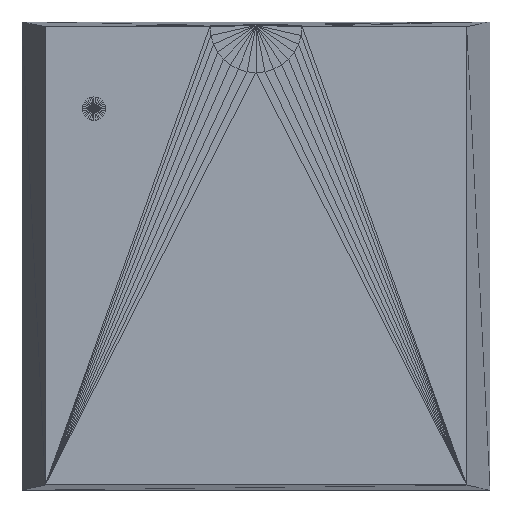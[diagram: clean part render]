
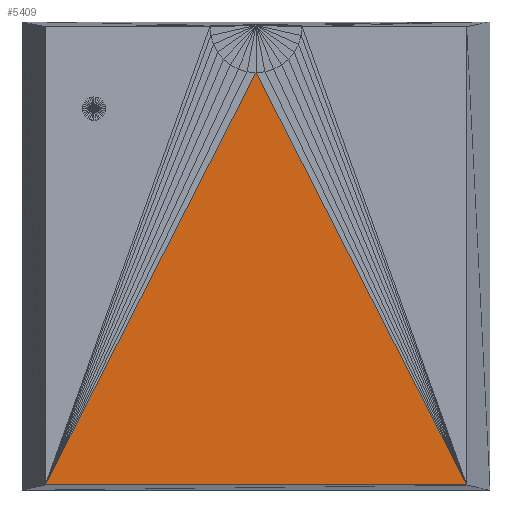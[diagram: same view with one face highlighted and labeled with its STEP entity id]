
A CAD part, top view. The second image highlights one B-rep face of the part: STEP entity #5409.
In plain terms, the highlighted planar face has unit normal (0, 0, 1).
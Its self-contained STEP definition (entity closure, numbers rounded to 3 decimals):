
#5409=ADVANCED_FACE('',(#5415),#5410,.F.);
#5410=PLANE('',#5411);
#5411=AXIS2_PLACEMENT_3D('',#5412,#5413,#5414);
#5412=CARTESIAN_POINT('Origin',(-1.394,-1.517,1.092));
#5413=DIRECTION('center_axis',(0.0,0.0,-1.0));
#5414=DIRECTION('ref_axis',(0.,1.,0.));
#5415=FACE_OUTER_BOUND('',#5416,.T.);
#5416=EDGE_LOOP('',(#5417,#5427,#5437));
#5417=ORIENTED_EDGE('',*,*,#5418,.F.);
#5418=EDGE_CURVE('',#5419,#5421,#5423,.T.);
#5419=VERTEX_POINT('',#5420);
#5420=CARTESIAN_POINT('',(1.394,-1.517,1.092));
#5421=VERTEX_POINT('',#5422);
#5422=CARTESIAN_POINT('',(-1.394,-1.517,1.092));
#5423=LINE('',#5424,#5425);
#5424=CARTESIAN_POINT('',(1.394,-1.517,1.092));
#5425=VECTOR('',#5426,2.787);
#5426=DIRECTION('',(-1.0,0.0,0.0));
#5427=ORIENTED_EDGE('',*,*,#5428,.F.);
#5428=EDGE_CURVE('',#5429,#5431,#5433,.T.);
#5429=VERTEX_POINT('',#5430);
#5430=CARTESIAN_POINT('',(0.0,1.213,1.092));
#5431=VERTEX_POINT('',#5420);
#5433=LINE('',#5434,#5435);
#5434=CARTESIAN_POINT('',(0.0,1.213,1.092));
#5435=VECTOR('',#5436,3.065);
#5436=DIRECTION('',(0.455,-0.891,0.0));
#5437=ORIENTED_EDGE('',*,*,#5438,.F.);
#5438=EDGE_CURVE('',#5439,#5441,#5443,.T.);
#5439=VERTEX_POINT('',#5422);
#5441=VERTEX_POINT('',#5430);
#5443=LINE('',#5444,#5445);
#5444=CARTESIAN_POINT('',(-1.394,-1.517,1.092));
#5445=VECTOR('',#5446,3.065);
#5446=DIRECTION('',(0.455,0.891,0.0));
